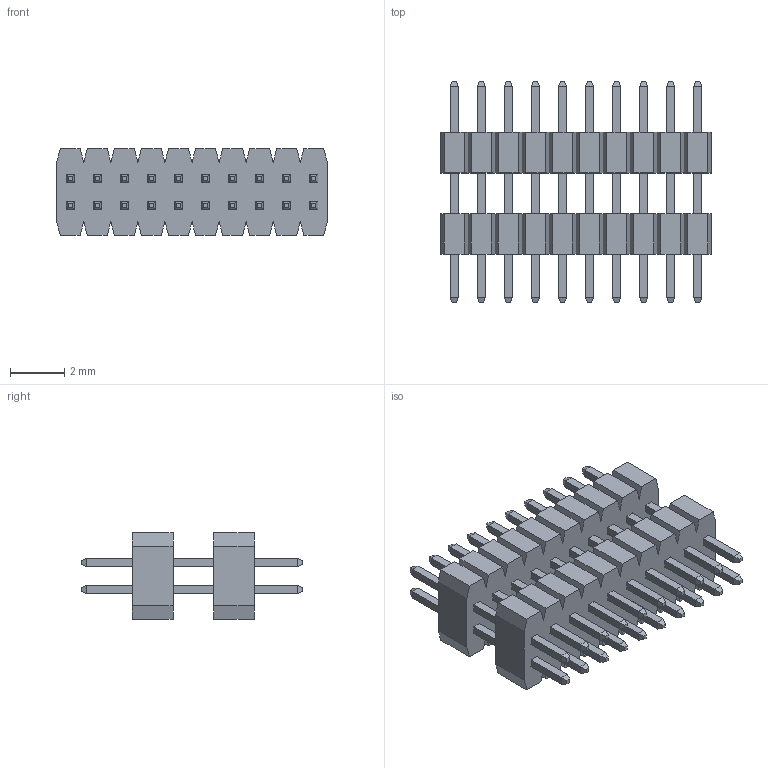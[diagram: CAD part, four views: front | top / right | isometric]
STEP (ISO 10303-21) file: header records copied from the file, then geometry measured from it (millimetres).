
FILE_DESCRIPTION( ('This file contains a STEP AP42 implementation' ,'as created by ZW3D STEP Interface translator.') ,'2;1' );
FILE_NAME( '1515-22XXXXS082XXXX.stp' ,'23 314.134622', (''), ('ZWCAD Software Co.'), 'Version 1.0', 'ZW3D to STEP translator', '' );
FILE_SCHEMA(('AUTOMOTIVE_DESIGN { 1 0 10303 214 1 1 1 1 }'));
Length unit declared in the file: millimetre
Products named in the file (2): 0; 1515-2210XXS082XXXX
Bounding box: 10 x 8.2 x 3.2 mm (x, y, z)
Volume: 101 mm3; surface area: 502.5 mm2
Topology: 22 solids, 22 shells, 568 faces, 1412 edges, 888 vertices
Faces by surface type: plane 568
Entity records: 17019 total; most frequent: CARTESIAN_POINT 2869, ORIENTED_EDGE 2824, DIRECTION 2550, VECTOR 1412, LINE 1412, EDGE_CURVE 1412, VERTEX_POINT 888, EDGE_LOOP 648
